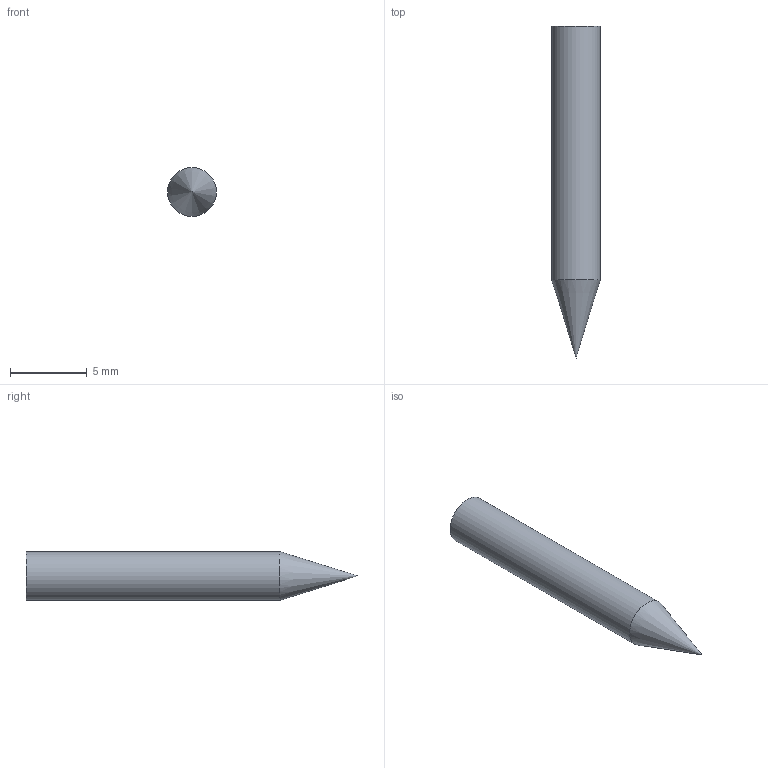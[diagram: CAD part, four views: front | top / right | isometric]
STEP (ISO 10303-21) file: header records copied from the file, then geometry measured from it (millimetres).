
FILE_DESCRIPTION(/* description */ ('STEP AP214'),/* implementation_level */ '2;1');
FILE_NAME(/* name */ '62526863ecdeb77adb8bc873',/* time_stamp */ '2022-04-10T05:17:23+00:00',/* author */ (''),/* organization */ (''),/* preprocessor_version */ 'ST-DEVELOPER v18.101',/* originating_system */ ' ',/* authorisation */ ' ');
FILE_SCHEMA (('AUTOMOTIVE_DESIGN {1 0 10303 214 3 1 1}'));
Length unit declared in the file: metre
Products named in the file (1): Part 199
Bounding box: 3.17 x 21.59 x 3.17 mm (x, y, z)
Volume: 144.1 mm3; surface area: 199.1 mm2
Topology: 1 solids, 1 shells, 3 faces, 6 edges, 4 vertices
Faces by surface type: cylinder 1, plane 1, cone 1
Full cylindrical faces by diameter (mm): 3.175 x1
Entity records: 88 total; most frequent: DIRECTION 12, CARTESIAN_POINT 9, AXIS2_PLACEMENT_3D 6, FACE_BOUND 5, ORIENTED_EDGE 4, EDGE_LOOP 4, VERTEX_POINT 3, ADVANCED_FACE 3
